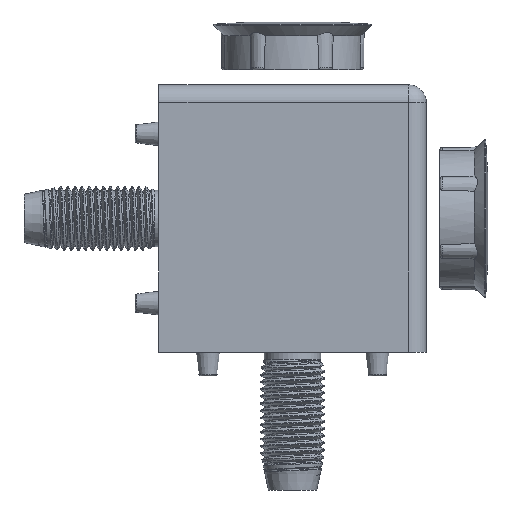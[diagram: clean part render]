
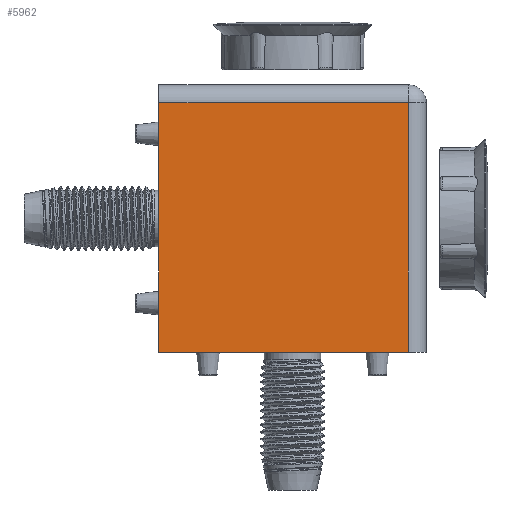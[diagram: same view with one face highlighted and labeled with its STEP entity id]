
A CAD part, left-side view. The second image highlights one B-rep face of the part: STEP entity #5962.
In plain terms, the highlighted planar face has unit normal (-1, 0, 0).
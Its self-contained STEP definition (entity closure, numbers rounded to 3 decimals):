
#298=PLANE('',#6399);
#551=LINE('',#8751,#893);
#554=LINE('',#8757,#896);
#565=LINE('',#8782,#907);
#566=LINE('',#8783,#908);
#893=VECTOR('',#7173,42.);
#896=VECTOR('',#7178,42.);
#907=VECTOR('',#7199,42.);
#908=VECTOR('',#7200,42.);
#1291=FACE_OUTER_BOUND('',#1619,.T.);
#1619=EDGE_LOOP('',(#3985,#3986,#3987,#3988));
#2322=VERTEX_POINT('',#8748);
#2323=VERTEX_POINT('',#8750);
#2325=VERTEX_POINT('',#8756);
#2334=VERTEX_POINT('',#8781);
#2969=EDGE_CURVE('',#2323,#2322,#551,.T.);
#2972=EDGE_CURVE('',#2325,#2323,#554,.T.);
#2985=EDGE_CURVE('',#2322,#2334,#565,.T.);
#2986=EDGE_CURVE('',#2334,#2325,#566,.T.);
#3985=ORIENTED_EDGE('',*,*,#2969,.T.);
#3986=ORIENTED_EDGE('',*,*,#2985,.T.);
#3987=ORIENTED_EDGE('',*,*,#2986,.T.);
#3988=ORIENTED_EDGE('',*,*,#2972,.T.);
#5962=ADVANCED_FACE('',(#1291),#298,.F.);
#6399=AXIS2_PLACEMENT_3D('',#8780,#7197,#7198);
#7173=DIRECTION('',(0.,-1.,0.));
#7178=DIRECTION('',(0.,0.,-1.));
#7197=DIRECTION('center_axis',(1.,0.,0.));
#7198=DIRECTION('ref_axis',(0.,0.,-1.));
#7199=DIRECTION('',(0.,0.,1.));
#7200=DIRECTION('',(0.,1.,0.));
#8748=CARTESIAN_POINT('',(-22.5,-19.5,-22.5));
#8750=CARTESIAN_POINT('',(-22.5,22.5,-22.5));
#8751=CARTESIAN_POINT('',(-22.5,22.5,-22.5));
#8756=CARTESIAN_POINT('',(-22.5,22.5,19.5));
#8757=CARTESIAN_POINT('',(-22.5,22.5,19.5));
#8780=CARTESIAN_POINT('Origin',(-22.5,22.5,22.5));
#8781=CARTESIAN_POINT('',(-22.5,-19.5,19.5));
#8782=CARTESIAN_POINT('',(-22.5,-19.5,-22.5));
#8783=CARTESIAN_POINT('',(-22.5,-19.5,19.5));
